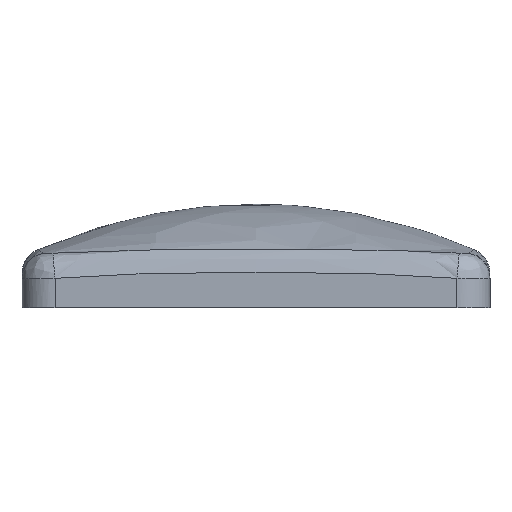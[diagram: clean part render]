
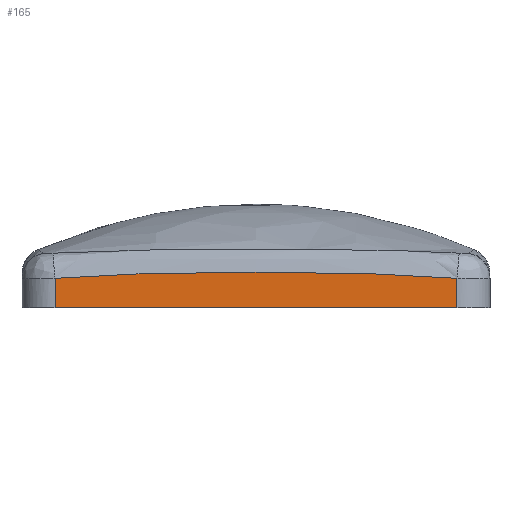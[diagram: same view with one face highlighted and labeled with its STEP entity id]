
A CAD part, front view. The second image highlights one B-rep face of the part: STEP entity #165.
In plain terms, the highlighted planar face has unit normal (0, -1, 0).
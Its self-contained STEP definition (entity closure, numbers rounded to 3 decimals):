
#26 = DIRECTION ( 'NONE',  ( 0., 0., 1. ) ) ;
#51 = B_SPLINE_CURVE_WITH_KNOTS ( 'NONE', 3,
 ( #1036, #1369, #478, #2260, #1717, #650, #1890, #833, #1762, #1391, #344, #538, #1941, #507, #1754, #1041, #1779, #697 ),
 .UNSPECIFIED., .F., .F.,
 ( 4, 2, 2, 2, 2, 2, 2, 2, 4 ),
 ( 0., 0.002, 0.004, 0.006, 0.008, 0.01, 0.012, 0.014, 0.016 ),
 .UNSPECIFIED. ) ;
#123 = VECTOR ( 'NONE', #1590, 1000. ) ;
#165 = ADVANCED_FACE ( 'NONE', ( #1913 ), #349, .F. ) ;
#344 = CARTESIAN_POINT ( 'NONE',  ( -1.318, -17.265, 5.548 ) ) ;
#349 = PLANE ( 'NONE',  #1299 ) ;
#366 = DIRECTION ( 'NONE',  ( -1., 0., 0. ) ) ;
#478 = CARTESIAN_POINT ( 'NONE',  ( 6.586, -17.265, 5.404 ) ) ;
#507 = CARTESIAN_POINT ( 'NONE',  ( -4.611, -17.265, 5.48 ) ) ;
#538 = CARTESIAN_POINT ( 'NONE',  ( -2.635, -17.265, 5.531 ) ) ;
#564 = LINE ( 'NONE', #984, #985 ) ;
#650 = CARTESIAN_POINT ( 'NONE',  ( 3.294, -17.265, 5.516 ) ) ;
#668 = VERTEX_POINT ( 'NONE', #794 ) ;
#697 = CARTESIAN_POINT ( 'NONE',  ( -7.9, -17.265, 5.305 ) ) ;
#794 = CARTESIAN_POINT ( 'NONE',  ( 7.9, -17.265, 4.15 ) ) ;
#817 = ORIENTED_EDGE ( 'NONE', *, *, #1232, .T. ) ;
#833 = CARTESIAN_POINT ( 'NONE',  ( 1.318, -17.265, 5.548 ) ) ;
#854 = EDGE_CURVE ( 'NONE', #668, #1808, #564, .T. ) ;
#980 = VECTOR ( 'NONE', #26, 1000. ) ;
#984 = CARTESIAN_POINT ( 'NONE',  ( 7.9, -17.265, 4.15 ) ) ;
#985 = VECTOR ( 'NONE', #1344, 1000. ) ;
#1036 = CARTESIAN_POINT ( 'NONE',  ( 7.9, -17.265, 5.305 ) ) ;
#1041 = CARTESIAN_POINT ( 'NONE',  ( -6.586, -17.265, 5.404 ) ) ;
#1096 = EDGE_CURVE ( 'NONE', #1808, #1526, #1439, .T. ) ;
#1149 = VERTEX_POINT ( 'NONE', #1722 ) ;
#1232 = EDGE_CURVE ( 'NONE', #1149, #1526, #51, .T. ) ;
#1299 = AXIS2_PLACEMENT_3D ( 'NONE', #1398, #1415, #366 ) ;
#1316 = ORIENTED_EDGE ( 'NONE', *, *, #1444, .T. ) ;
#1344 = DIRECTION ( 'NONE',  ( -1., 0., 0. ) ) ;
#1347 = CARTESIAN_POINT ( 'NONE',  ( -7.9, -17.265, 4.15 ) ) ;
#1369 = CARTESIAN_POINT ( 'NONE',  ( 7.244, -17.265, 5.371 ) ) ;
#1391 = CARTESIAN_POINT ( 'NONE',  ( -0.659, -17.265, 5.549 ) ) ;
#1398 = CARTESIAN_POINT ( 'NONE',  ( 7.9, -17.265, 4.15 ) ) ;
#1406 = CARTESIAN_POINT ( 'NONE',  ( 7.9, -17.265, 4.15 ) ) ;
#1415 = DIRECTION ( 'NONE',  ( 0., 1., 0. ) ) ;
#1423 = CARTESIAN_POINT ( 'NONE',  ( -7.9, -17.265, 5.305 ) ) ;
#1433 = CARTESIAN_POINT ( 'NONE',  ( -7.9, -17.265, 4.15 ) ) ;
#1439 = LINE ( 'NONE', #1433, #980 ) ;
#1444 = EDGE_CURVE ( 'NONE', #668, #1149, #1552, .T. ) ;
#1526 = VERTEX_POINT ( 'NONE', #1423 ) ;
#1552 = LINE ( 'NONE', #1406, #123 ) ;
#1578 = ORIENTED_EDGE ( 'NONE', *, *, #854, .F. ) ;
#1590 = DIRECTION ( 'NONE',  ( 0., 0., 1. ) ) ;
#1717 = CARTESIAN_POINT ( 'NONE',  ( 4.611, -17.265, 5.48 ) ) ;
#1722 = CARTESIAN_POINT ( 'NONE',  ( 7.9, -17.265, 5.305 ) ) ;
#1754 = CARTESIAN_POINT ( 'NONE',  ( -5.269, -17.265, 5.459 ) ) ;
#1762 = CARTESIAN_POINT ( 'NONE',  ( 0.659, -17.265, 5.549 ) ) ;
#1779 = CARTESIAN_POINT ( 'NONE',  ( -7.244, -17.265, 5.371 ) ) ;
#1808 = VERTEX_POINT ( 'NONE', #1347 ) ;
#1890 = CARTESIAN_POINT ( 'NONE',  ( 2.635, -17.265, 5.531 ) ) ;
#1913 = FACE_OUTER_BOUND ( 'NONE', #1937, .T. ) ;
#1937 = EDGE_LOOP ( 'NONE', ( #1316, #817, #2158, #1578 ) ) ;
#1941 = CARTESIAN_POINT ( 'NONE',  ( -3.294, -17.265, 5.516 ) ) ;
#2158 = ORIENTED_EDGE ( 'NONE', *, *, #1096, .F. ) ;
#2260 = CARTESIAN_POINT ( 'NONE',  ( 5.269, -17.265, 5.459 ) ) ;
